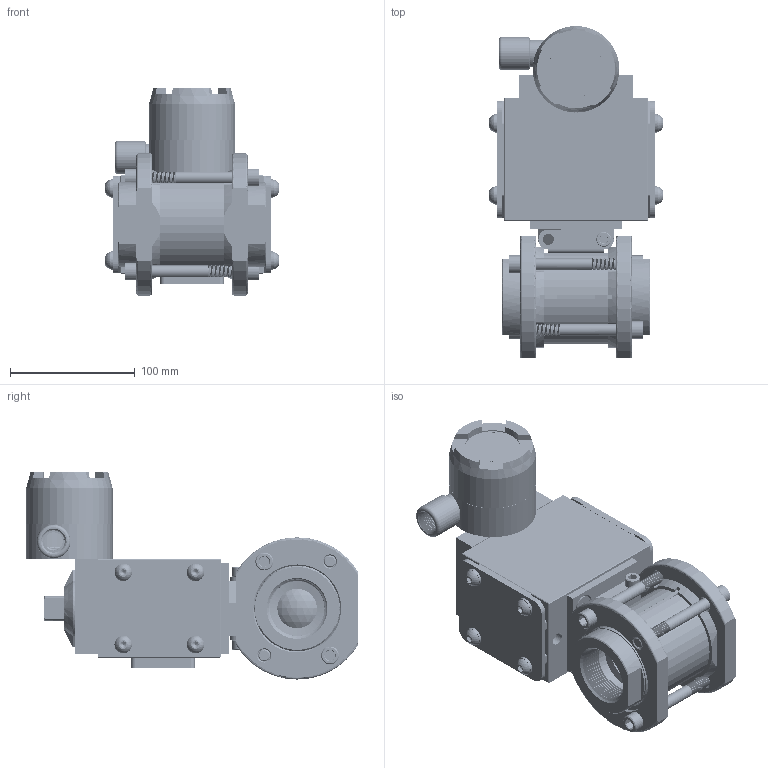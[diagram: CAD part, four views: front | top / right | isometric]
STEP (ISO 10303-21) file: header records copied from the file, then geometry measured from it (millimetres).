
FILE_DESCRIPTION (( 'STEP AP203' ), '1' );
FILE_NAME ('22XXSESA522DLS.step', '2018-03-15T17:12:22', ( '' ), ( '' ), 'SwSTEP 2.0', 'SolidWorks 2017', '' );
FILE_SCHEMA (( 'CONFIG_CONTROL_DESIGN' ));
Products named in the file (1): 22XXSESA522DLS
Bounding box: 139.51 x 266.2 x 166.14 mm (x, y, z)
Volume: 1374031.2 mm3; surface area: 446052 mm2
Topology: 55 solids, 55 shells, 2800 faces, 7210 edges, 4573 vertices
Faces by surface type: cylinder 1405, plane 790, cone 451, bspline 69, torus 67, sphere 18
Entity records: 130443 total; most frequent: CARTESIAN_POINT 65644, ORIENTED_EDGE 14256, DIRECTION 12946, EDGE_CURVE 7128, AXIS2_PLACEMENT_3D 4875, VERTEX_POINT 4571, VECTOR 3196, LINE 3196
